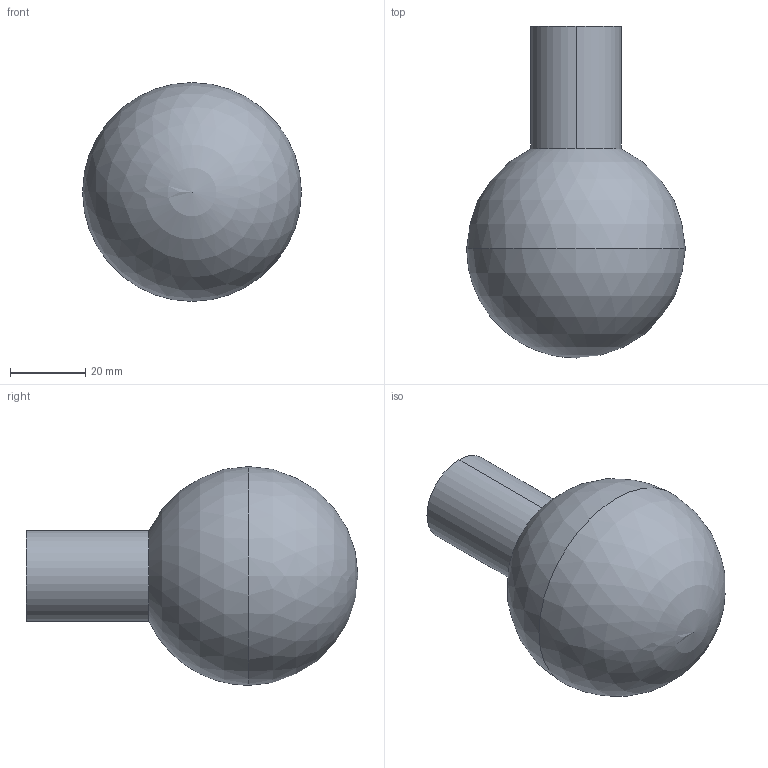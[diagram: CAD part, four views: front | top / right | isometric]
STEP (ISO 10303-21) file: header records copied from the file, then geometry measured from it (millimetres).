
FILE_DESCRIPTION (( 'STEP AP203' ), '1' );
FILE_NAME ('part 2 innerr_Default_sldprt.STEP', '2023-07-04T22:21:49', ( '' ), ( '' ), 'SwSTEP 2.0', 'SolidWorks 2020', '' );
FILE_SCHEMA (( 'CONFIG_CONTROL_DESIGN' ));
Length unit declared in the file: millimetre
Products named in the file (1): part 2 innerr_Default_sldprt
Bounding box: 58 x 88 x 58 mm (x, y, z)
Volume: 116310.8 mm3; surface area: 13005 mm2
Topology: 1 solids, 1 shells, 5 faces, 12 edges, 8 vertices
Faces by surface type: cylinder 2, sphere 2, plane 1
Entity records: 201 total; most frequent: DIRECTION 26, CARTESIAN_POINT 20, ORIENTED_EDGE 16, AXIS2_PLACEMENT_3D 12, PERSON_AND_ORGANIZATION 8, EDGE_CURVE 8, EDGE_LOOP 6, VERTEX_POINT 6
